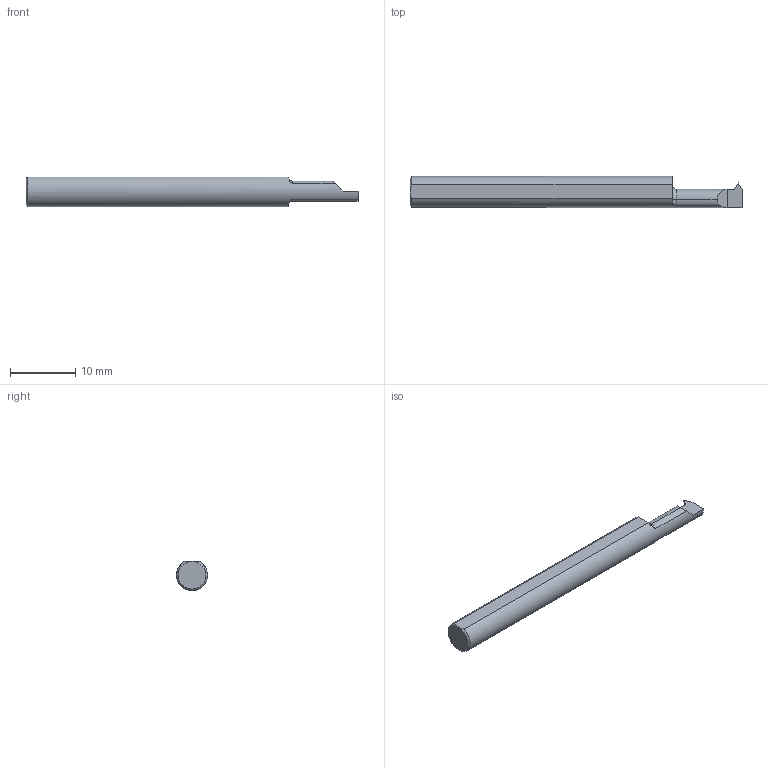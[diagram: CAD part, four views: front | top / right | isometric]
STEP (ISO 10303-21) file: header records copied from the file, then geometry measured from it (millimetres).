
FILE_DESCRIPTION (( 'STEP AP203' ), '1' );
FILE_NAME ('230166-TT150350.STEP', '2025-04-24T23:00:52', ( '' ), ( '' ), 'SwSTEP 2.0', 'SolidWorks 2024', '' );
FILE_SCHEMA (( 'CONFIG_CONTROL_DESIGN' ));
Length unit declared in the file: inch
Products named in the file (1): 230166-TT150350
Bounding box: 50.8 x 4.75 x 4.5 mm (x, y, z)
Volume: 761.8 mm3; surface area: 722.1 mm2
Topology: 1 solids, 1 shells, 27 faces, 67 edges, 42 vertices
Faces by surface type: plane 18, cylinder 4, torus 3, cone 2
Entity records: 895 total; most frequent: CARTESIAN_POINT 200, ORIENTED_EDGE 134, DIRECTION 122, EDGE_CURVE 67, VERTEX_POINT 42, AXIS2_PLACEMENT_3D 42, VECTOR 38, LINE 38
